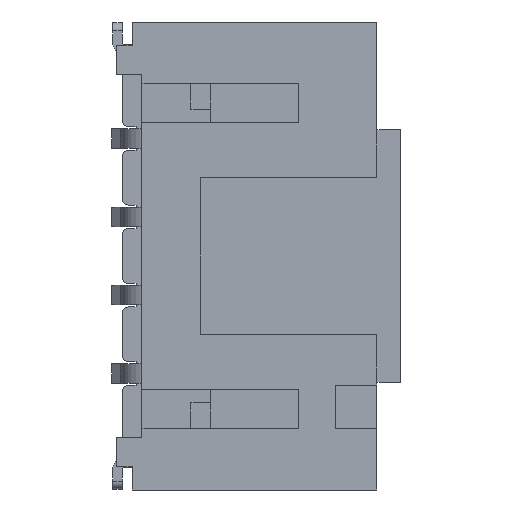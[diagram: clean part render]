
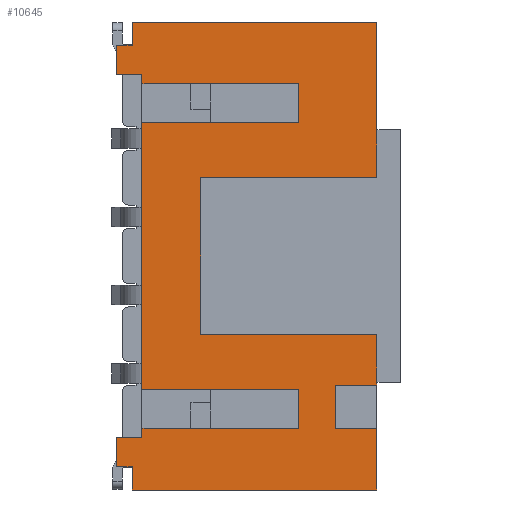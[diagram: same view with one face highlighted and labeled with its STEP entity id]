
A CAD part, left-side view. The second image highlights one B-rep face of the part: STEP entity #10645.
In plain terms, the highlighted planar face has unit normal (-1, 0, 0).
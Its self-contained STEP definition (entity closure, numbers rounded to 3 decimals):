
#2475=DIRECTION('',(0.,0.,-1.));
#2476=VECTOR('',#2475,1.);
#2477=CARTESIAN_POINT('',(0.,2.,-1.575));
#2478=LINE('',#2477,#2476);
#2491=DIRECTION('',(0.,1.,0.));
#2492=VECTOR('',#2491,4.);
#2493=CARTESIAN_POINT('',(0.,2.,-2.575));
#2494=LINE('',#2493,#2492);
#2547=DIRECTION('',(0.,0.,-1.));
#2548=VECTOR('',#2547,4.);
#2549=CARTESIAN_POINT('',(0.,0.,-3.975));
#2550=LINE('',#2549,#2548);
#2551=DIRECTION('',(0.,0.,1.));
#2552=VECTOR('',#2551,1.225);
#2553=CARTESIAN_POINT('',(0.,0.,-9.2));
#2554=LINE('',#2553,#2552);
#2555=DIRECTION('',(0.,0.,-1.));
#2556=VECTOR('',#2555,0.075);
#2557=CARTESIAN_POINT('',(0.,0.,-9.2));
#2558=LINE('',#2557,#2556);
#2559=DIRECTION('',(0.,0.,-1.));
#2560=VECTOR('',#2559,1.575);
#2561=CARTESIAN_POINT('',(0.,0.,-10.375));
#2562=LINE('',#2561,#2560);
#2563=DIRECTION('',(0.,1.,0.));
#2564=VECTOR('',#2563,6.25);
#2565=CARTESIAN_POINT('',(0.,0.,-11.95));
#2566=LINE('',#2565,#2564);
#2567=DIRECTION('',(0.,0.,1.));
#2568=VECTOR('',#2567,0.6);
#2569=CARTESIAN_POINT('',(0.,6.25,-11.95));
#2570=LINE('',#2569,#2568);
#2571=DIRECTION('',(0.,1.,0.));
#2572=VECTOR('',#2571,0.4);
#2573=CARTESIAN_POINT('',(0.,6.25,-11.35));
#2574=LINE('',#2573,#2572);
#2575=DIRECTION('',(0.,0.,1.));
#2576=VECTOR('',#2575,0.225);
#2577=CARTESIAN_POINT('',(0.,6.,-10.6));
#2578=LINE('',#2577,#2576);
#2579=DIRECTION('',(0.,-1.,0.));
#2580=VECTOR('',#2579,4.);
#2581=CARTESIAN_POINT('',(0.,6.,-10.375));
#2582=LINE('',#2581,#2580);
#2583=DIRECTION('',(0.,0.,1.));
#2584=VECTOR('',#2583,6.8);
#2585=CARTESIAN_POINT('',(0.,6.,-9.375));
#2586=LINE('',#2585,#2584);
#2587=DIRECTION('',(0.,1.,0.));
#2588=VECTOR('',#2587,4.);
#2589=CARTESIAN_POINT('',(0.,2.,-1.575));
#2590=LINE('',#2589,#2588);
#2591=DIRECTION('',(0.,0.,1.));
#2592=VECTOR('',#2591,0.225);
#2593=CARTESIAN_POINT('',(0.,6.,-1.575));
#2594=LINE('',#2593,#2592);
#2595=DIRECTION('',(0.,0.,1.));
#2596=VECTOR('',#2595,0.6);
#2597=CARTESIAN_POINT('',(0.,6.25,-0.6));
#2598=LINE('',#2597,#2596);
#2599=DIRECTION('',(0.,-1.,0.));
#2600=VECTOR('',#2599,6.25);
#2601=CARTESIAN_POINT('',(0.,6.25,0.));
#2602=LINE('',#2601,#2600);
#2603=DIRECTION('',(0.,0.,-1.));
#2604=VECTOR('',#2603,2.75);
#2605=CARTESIAN_POINT('',(0.,0.,0.));
#2606=LINE('',#2605,#2604);
#2607=DIRECTION('',(0.,0.,1.));
#2608=VECTOR('',#2607,1.225);
#2609=CARTESIAN_POINT('',(0.,0.,-3.975));
#2610=LINE('',#2609,#2608);
#2795=DIRECTION('',(0.,-1.,0.));
#2796=VECTOR('',#2795,1.05);
#2797=CARTESIAN_POINT('',(0.,1.05,-9.275));
#2798=LINE('',#2797,#2796);
#2811=DIRECTION('',(0.,1.,0.));
#2812=VECTOR('',#2811,1.05);
#2813=CARTESIAN_POINT('',(0.,0.,-10.375));
#2814=LINE('',#2813,#2812);
#2819=DIRECTION('',(0.,0.,1.));
#2820=VECTOR('',#2819,1.1);
#2821=CARTESIAN_POINT('',(0.,1.05,-10.375));
#2822=LINE('',#2821,#2820);
#2867=DIRECTION('',(0.,1.,0.));
#2868=VECTOR('',#2867,0.65);
#2869=CARTESIAN_POINT('',(0.,6.,-10.6));
#2870=LINE('',#2869,#2868);
#2883=DIRECTION('',(0.,0.,-1.));
#2884=VECTOR('',#2883,0.75);
#2885=CARTESIAN_POINT('',(0.,6.65,-10.6));
#2886=LINE('',#2885,#2884);
#2891=DIRECTION('',(0.,0.,-1.));
#2892=VECTOR('',#2891,1.);
#2893=CARTESIAN_POINT('',(0.,2.,-9.375));
#2894=LINE('',#2893,#2892);
#2907=DIRECTION('',(0.,-1.,0.));
#2908=VECTOR('',#2907,4.);
#2909=CARTESIAN_POINT('',(0.,6.,-9.375));
#2910=LINE('',#2909,#2908);
#2959=DIRECTION('',(0.,-1.,0.));
#2960=VECTOR('',#2959,0.65);
#2961=CARTESIAN_POINT('',(0.,6.65,-1.35));
#2962=LINE('',#2961,#2960);
#3015=DIRECTION('',(0.,1.,0.));
#3016=VECTOR('',#3015,0.4);
#3017=CARTESIAN_POINT('',(0.,6.25,-0.6));
#3018=LINE('',#3017,#3016);
#3023=DIRECTION('',(0.,0.,-1.));
#3024=VECTOR('',#3023,0.75);
#3025=CARTESIAN_POINT('',(0.,6.65,-0.6));
#3026=LINE('',#3025,#3024);
#5332=CARTESIAN_POINT('',(0.,0.,-11.95));
#5334=VERTEX_POINT('',#5332);
#5357=CARTESIAN_POINT('',(0.,6.,-1.35));
#5359=VERTEX_POINT('',#5357);
#5362=CARTESIAN_POINT('',(0.,6.,-1.575));
#5364=VERTEX_POINT('',#5362);
#5367=CARTESIAN_POINT('',(0.,6.,-2.575));
#5368=VERTEX_POINT('',#5367);
#5370=CARTESIAN_POINT('',(0.,6.,-9.375));
#5372=VERTEX_POINT('',#5370);
#5375=CARTESIAN_POINT('',(0.,6.,-10.375));
#5376=VERTEX_POINT('',#5375);
#5378=CARTESIAN_POINT('',(0.,6.,-10.6));
#5380=VERTEX_POINT('',#5378);
#5467=CARTESIAN_POINT('',(0.,6.25,-11.95));
#5468=CARTESIAN_POINT('',(0.,6.25,-11.35));
#5469=VERTEX_POINT('',#5467);
#5470=VERTEX_POINT('',#5468);
#5483=CARTESIAN_POINT('',(0.,6.25,0.));
#5484=VERTEX_POINT('',#5483);
#5485=CARTESIAN_POINT('',(0.,6.25,-0.6));
#5486=VERTEX_POINT('',#5485);
#5541=CARTESIAN_POINT('',(0.,0.,-10.375));
#5542=VERTEX_POINT('',#5541);
#5547=CARTESIAN_POINT('',(0.,0.,-9.275));
#5548=VERTEX_POINT('',#5547);
#5684=CARTESIAN_POINT('',(0.,2.,-1.575));
#5686=VERTEX_POINT('',#5684);
#5697=CARTESIAN_POINT('',(0.,0.,0.));
#5698=VERTEX_POINT('',#5697);
#5699=CARTESIAN_POINT('',(0.,6.65,-0.6));
#5700=VERTEX_POINT('',#5699);
#5701=CARTESIAN_POINT('',(0.,1.05,-9.275));
#5702=VERTEX_POINT('',#5701);
#5703=CARTESIAN_POINT('',(0.,1.05,-10.375));
#5704=VERTEX_POINT('',#5703);
#5705=CARTESIAN_POINT('',(0.,6.65,-11.35));
#5706=VERTEX_POINT('',#5705);
#5707=CARTESIAN_POINT('',(0.,2.,-10.375));
#5708=VERTEX_POINT('',#5707);
#5709=CARTESIAN_POINT('',(0.,2.,-9.375));
#5710=VERTEX_POINT('',#5709);
#5711=CARTESIAN_POINT('',(0.,2.,-2.575));
#5712=VERTEX_POINT('',#5711);
#5715=CARTESIAN_POINT('',(0.,6.65,-1.35));
#5716=VERTEX_POINT('',#5715);
#6175=CARTESIAN_POINT('',(0.,6.65,-10.6));
#6176=VERTEX_POINT('',#6175);
#6964=CARTESIAN_POINT('',(0.,0.,-9.2));
#6966=VERTEX_POINT('',#6964);
#6968=CARTESIAN_POINT('',(0.,0.,-2.75));
#6970=VERTEX_POINT('',#6968);
#6971=CARTESIAN_POINT('',(0.,0.,-3.975));
#6972=CARTESIAN_POINT('',(0.,0.,-7.975));
#6973=VERTEX_POINT('',#6971);
#6974=VERTEX_POINT('',#6972);
#10595=CARTESIAN_POINT('',(0.,3.325,-5.975));
#10596=DIRECTION('',(1.,0.,0.));
#10597=DIRECTION('',(0.,-1.,0.));
#10598=AXIS2_PLACEMENT_3D('',#10595,#10596,#10597);
#10599=PLANE('',#10598);
#10601=ORIENTED_EDGE('',*,*,#10600,.T.);
#10602=ORIENTED_EDGE('',*,*,#7356,.F.);
#10603=ORIENTED_EDGE('',*,*,#7446,.T.);
#10605=ORIENTED_EDGE('',*,*,#10604,.F.);
#10607=ORIENTED_EDGE('',*,*,#10606,.F.);
#10609=ORIENTED_EDGE('',*,*,#10608,.F.);
#10610=ORIENTED_EDGE('',*,*,#7438,.T.);
#10611=ORIENTED_EDGE('',*,*,#7006,.T.);
#10613=ORIENTED_EDGE('',*,*,#10612,.T.);
#10615=ORIENTED_EDGE('',*,*,#10614,.T.);
#10617=ORIENTED_EDGE('',*,*,#10616,.F.);
#10619=ORIENTED_EDGE('',*,*,#10618,.F.);
#10620=ORIENTED_EDGE('',*,*,#7052,.T.);
#10621=ORIENTED_EDGE('',*,*,#9589,.T.);
#10623=ORIENTED_EDGE('',*,*,#10622,.F.);
#10625=ORIENTED_EDGE('',*,*,#10624,.F.);
#10626=ORIENTED_EDGE('',*,*,#7044,.T.);
#10627=ORIENTED_EDGE('',*,*,#10534,.F.);
#10628=ORIENTED_EDGE('',*,*,#10520,.F.);
#10629=ORIENTED_EDGE('',*,*,#7586,.T.);
#10630=ORIENTED_EDGE('',*,*,#7036,.T.);
#10632=ORIENTED_EDGE('',*,*,#10631,.F.);
#10634=ORIENTED_EDGE('',*,*,#10633,.F.);
#10636=ORIENTED_EDGE('',*,*,#10635,.F.);
#10638=ORIENTED_EDGE('',*,*,#10637,.T.);
#10640=ORIENTED_EDGE('',*,*,#10639,.T.);
#10641=ORIENTED_EDGE('',*,*,#7458,.T.);
#10642=ORIENTED_EDGE('',*,*,#7372,.F.);
#10643=EDGE_LOOP('',(#10601,#10602,#10603,#10605,#10607,#10609,#10610,#10611,
#10613,#10615,#10617,#10619,#10620,#10621,#10623,#10625,#10626,#10627,#10628,
#10629,#10630,#10632,#10634,#10636,#10638,#10640,#10641,#10642));
#10644=FACE_OUTER_BOUND('',#10643,.F.);
#10645=ADVANCED_FACE('',(#10644),#10599,.F.);
#7006=EDGE_CURVE('',#5334,#5469,#2566,.T.);
#7036=EDGE_CURVE('',#5364,#5359,#2594,.T.);
#7044=EDGE_CURVE('',#5372,#5368,#2586,.T.);
#7052=EDGE_CURVE('',#5380,#5376,#2578,.T.);
#7356=EDGE_CURVE('',#6966,#6974,#2554,.T.);
#7372=EDGE_CURVE('',#6973,#6970,#2610,.T.);
#7438=EDGE_CURVE('',#5542,#5334,#2562,.T.);
#7446=EDGE_CURVE('',#6966,#5548,#2558,.T.);
#7458=EDGE_CURVE('',#5698,#6970,#2606,.T.);
#7586=EDGE_CURVE('',#5686,#5364,#2590,.T.);
#9589=EDGE_CURVE('',#5376,#5708,#2582,.T.);
#10520=EDGE_CURVE('',#5686,#5712,#2478,.T.);
#10534=EDGE_CURVE('',#5712,#5368,#2494,.T.);
#10600=EDGE_CURVE('',#6973,#6974,#2550,.T.);
#10604=EDGE_CURVE('',#5702,#5548,#2798,.T.);
#10606=EDGE_CURVE('',#5704,#5702,#2822,.T.);
#10608=EDGE_CURVE('',#5542,#5704,#2814,.T.);
#10612=EDGE_CURVE('',#5469,#5470,#2570,.T.);
#10614=EDGE_CURVE('',#5470,#5706,#2574,.T.);
#10616=EDGE_CURVE('',#6176,#5706,#2886,.T.);
#10618=EDGE_CURVE('',#5380,#6176,#2870,.T.);
#10622=EDGE_CURVE('',#5710,#5708,#2894,.T.);
#10624=EDGE_CURVE('',#5372,#5710,#2910,.T.);
#10631=EDGE_CURVE('',#5716,#5359,#2962,.T.);
#10633=EDGE_CURVE('',#5700,#5716,#3026,.T.);
#10635=EDGE_CURVE('',#5486,#5700,#3018,.T.);
#10637=EDGE_CURVE('',#5486,#5484,#2598,.T.);
#10639=EDGE_CURVE('',#5484,#5698,#2602,.T.);
